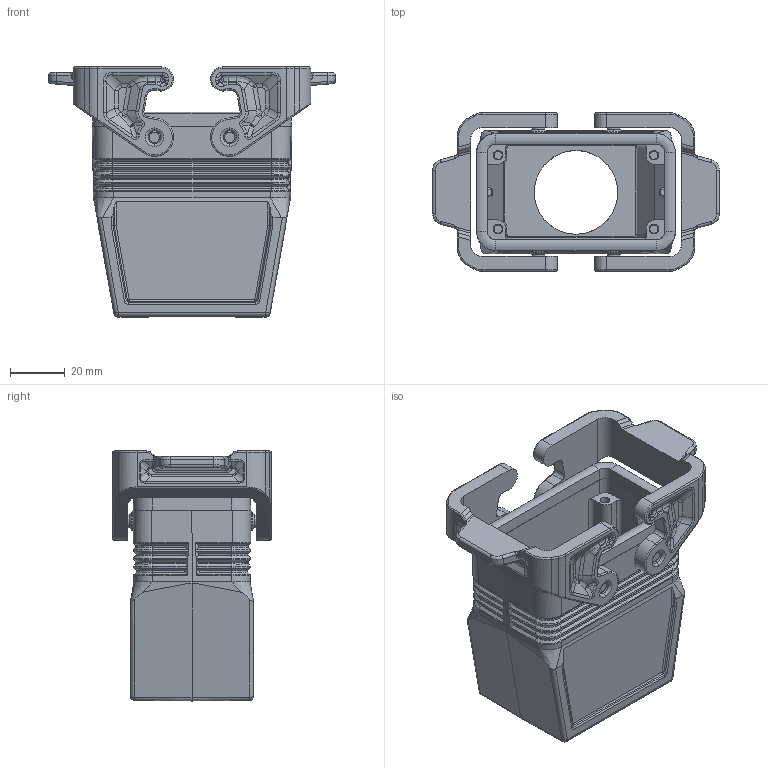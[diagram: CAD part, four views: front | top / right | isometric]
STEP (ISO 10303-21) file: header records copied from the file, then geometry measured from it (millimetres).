
FILE_DESCRIPTION(('Creo Elements/Direct Modeling STEP Export'),'2;1');
FILE_NAME('0ln7uvk5tno5ljq968','2023-11-15T16:22:44',(''),(''),'Creo Elements/Direct Modeling STEP processor for AP214 (Solid Model)','Creo Elements/Direct Modeling 20.1B 02-Apr-2019 (C) Parametric Technology GmbH','');
FILE_SCHEMA(('AUTOMOTIVE_DESIGN { 1 0 10303 214 1 1 1 1 }'));
Products named in the file (2): JMPFV 10 G32
Assembly tree (1 placements, depth 2):
  JMPFV 10 G32
    JMPFV 10 G32
Bounding box: 105 x 58.07 x 91.45 mm (x, y, z)
Volume: 96180.4 mm3; surface area: 47623.4 mm2
Topology: 1 solids, 1 shells, 1097 faces, 2639 edges, 1548 vertices
Faces by surface type: cylinder 349, bspline 332, plane 270, torus 72, cone 32, extrusion 28, sphere 14
Entity records: 106450 total; most frequent: CARTESIAN_POINT 76111, ORIENTED_EDGE 5242, DIRECTION 3454, EDGE_CURVE 2621, VERTEX_POINT 1548, AXIS2_PLACEMENT_3D 1200, EDGE_LOOP 1125, COLOUR_RGB 1098
